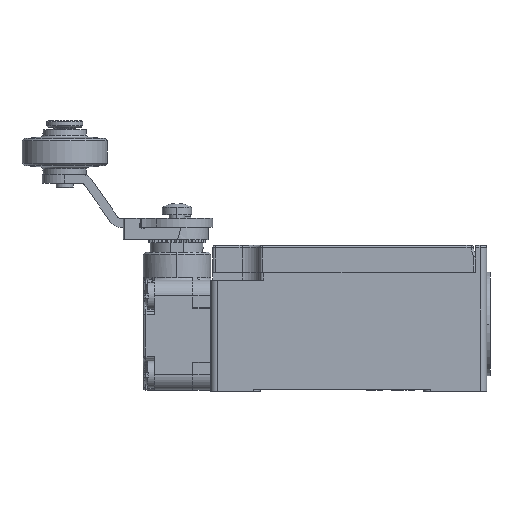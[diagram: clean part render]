
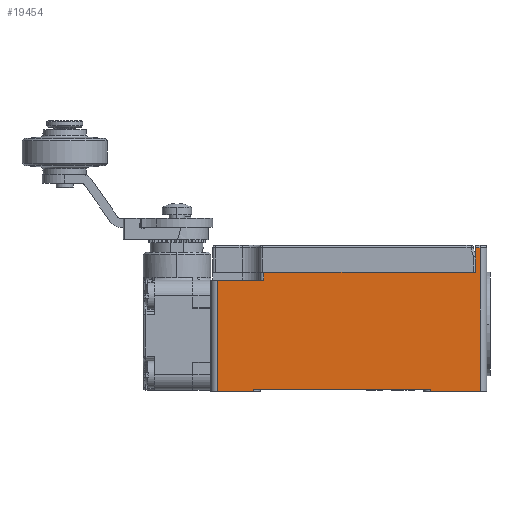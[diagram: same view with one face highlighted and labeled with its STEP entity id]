
A CAD part, left-side view. The second image highlights one B-rep face of the part: STEP entity #19454.
In plain terms, the highlighted face is planar.
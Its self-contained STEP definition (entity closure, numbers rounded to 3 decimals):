
#162=DIRECTION('',(0.,0.,1.));
#163=VECTOR('',#162,10.3);
#164=CARTESIAN_POINT('',(15.5,24.75,-11.8));
#165=LINE('',#164,#163);
#296=DIRECTION('',(0.,0.,-1.));
#297=VECTOR('',#296,8.);
#298=CARTESIAN_POINT('',(15.5,0.,-1.5));
#299=LINE('',#298,#297);
#321=DIRECTION('',(0.,0.,-1.));
#322=VECTOR('',#321,11.);
#323=CARTESIAN_POINT('',(15.5,0.,-49.));
#324=LINE('',#323,#322);
#557=DIRECTION('',(0.,0.,-1.));
#558=VECTOR('',#557,1.);
#559=CARTESIAN_POINT('',(15.5,32.,-59.));
#560=LINE('',#559,#558);
#742=DIRECTION('',(0.,0.,-1.));
#743=VECTOR('',#742,47.2);
#744=CARTESIAN_POINT('',(15.5,26.5,-11.8));
#745=LINE('',#744,#743);
#746=DIRECTION('',(0.,1.,0.));
#747=VECTOR('',#746,5.5);
#748=CARTESIAN_POINT('',(15.5,26.5,-59.));
#749=LINE('',#748,#747);
#759=DIRECTION('',(0.,-1.,0.));
#760=VECTOR('',#759,32.);
#761=CARTESIAN_POINT('',(15.5,32.,-60.));
#762=LINE('',#761,#760);
#763=DIRECTION('',(0.,-1.,0.));
#764=VECTOR('',#763,0.5);
#765=CARTESIAN_POINT('',(15.5,0.5,-49.));
#766=LINE('',#765,#764);
#1111=DIRECTION('',(0.,0.,-1.));
#1112=VECTOR('',#1111,39.5);
#1113=CARTESIAN_POINT('',(15.5,0.5,-9.5));
#1114=LINE('',#1113,#1112);
#3031=DIRECTION('',(0.,-1.,0.));
#3032=VECTOR('',#3031,1.75);
#3033=CARTESIAN_POINT('',(15.5,26.5,-11.8));
#3034=LINE('',#3033,#3032);
#3749=DIRECTION('',(0.,1.,0.));
#3750=VECTOR('',#3749,0.5);
#3751=CARTESIAN_POINT('',(15.5,0.,-9.5));
#3752=LINE('',#3751,#3750);
#13796=DIRECTION('',(0.,1.,0.));
#13797=VECTOR('',#13796,24.75);
#13798=CARTESIAN_POINT('',(15.5,0.,-1.5));
#13799=LINE('',#13798,#13797);
#14056=CARTESIAN_POINT('',(15.5,24.75,-1.5));
#14057=VERTEX_POINT('',#14056);
#14058=CARTESIAN_POINT('',(15.5,0.,-1.5));
#14059=VERTEX_POINT('',#14058);
#14061=CARTESIAN_POINT('',(15.5,0.,-60.));
#14063=VERTEX_POINT('',#14061);
#14064=CARTESIAN_POINT('',(15.5,0.,-9.5));
#14065=VERTEX_POINT('',#14064);
#14066=CARTESIAN_POINT('',(15.5,0.,-49.));
#14067=VERTEX_POINT('',#14066);
#14114=CARTESIAN_POINT('',(15.5,0.5,-9.5));
#14115=VERTEX_POINT('',#14114);
#14126=CARTESIAN_POINT('',(15.5,0.5,-49.));
#14127=VERTEX_POINT('',#14126);
#14158=CARTESIAN_POINT('',(15.5,26.5,-11.8));
#14159=CARTESIAN_POINT('',(15.5,24.75,-11.8));
#14160=VERTEX_POINT('',#14158);
#14161=VERTEX_POINT('',#14159);
#14306=CARTESIAN_POINT('',(15.5,26.5,-59.));
#14308=VERTEX_POINT('',#14306);
#14345=CARTESIAN_POINT('',(15.5,32.,-59.));
#14346=CARTESIAN_POINT('',(15.5,32.,-60.));
#14347=VERTEX_POINT('',#14345);
#14348=VERTEX_POINT('',#14346);
#19428=CARTESIAN_POINT('',(15.5,26.5,0.));
#19429=DIRECTION('',(1.,0.,0.));
#19430=DIRECTION('',(0.,-1.,0.));
#19431=AXIS2_PLACEMENT_3D('',#19428,#19429,#19430);
#19432=PLANE('',#19431);
#19433=ORIENTED_EDGE('',*,*,#19181,.T.);
#19435=ORIENTED_EDGE('',*,*,#19434,.T.);
#19436=ORIENTED_EDGE('',*,*,#18719,.F.);
#19438=ORIENTED_EDGE('',*,*,#19437,.F.);
#19440=ORIENTED_EDGE('',*,*,#19439,.F.);
#19442=ORIENTED_EDGE('',*,*,#19441,.F.);
#19443=ORIENTED_EDGE('',*,*,#18665,.F.);
#19445=ORIENTED_EDGE('',*,*,#19444,.T.);
#19446=ORIENTED_EDGE('',*,*,#18511,.F.);
#19448=ORIENTED_EDGE('',*,*,#19447,.F.);
#19450=ORIENTED_EDGE('',*,*,#19449,.T.);
#19451=ORIENTED_EDGE('',*,*,#19350,.T.);
#19452=EDGE_LOOP('',(#19433,#19435,#19436,#19438,#19440,#19442,#19443,#19445,
#19446,#19448,#19450,#19451));
#19453=FACE_OUTER_BOUND('',#19452,.F.);
#18511=EDGE_CURVE('',#14161,#14057,#165,.T.);
#18665=EDGE_CURVE('',#14059,#14065,#299,.T.);
#18719=EDGE_CURVE('',#14067,#14063,#324,.T.);
#19181=EDGE_CURVE('',#14347,#14348,#560,.T.);
#19350=EDGE_CURVE('',#14308,#14347,#749,.T.);
#19434=EDGE_CURVE('',#14348,#14063,#762,.T.);
#19437=EDGE_CURVE('',#14127,#14067,#766,.T.);
#19439=EDGE_CURVE('',#14115,#14127,#1114,.T.);
#19441=EDGE_CURVE('',#14065,#14115,#3752,.T.);
#19444=EDGE_CURVE('',#14059,#14057,#13799,.T.);
#19447=EDGE_CURVE('',#14160,#14161,#3034,.T.);
#19449=EDGE_CURVE('',#14160,#14308,#745,.T.);
#19454=ADVANCED_FACE('',(#19453),#19432,.T.);
